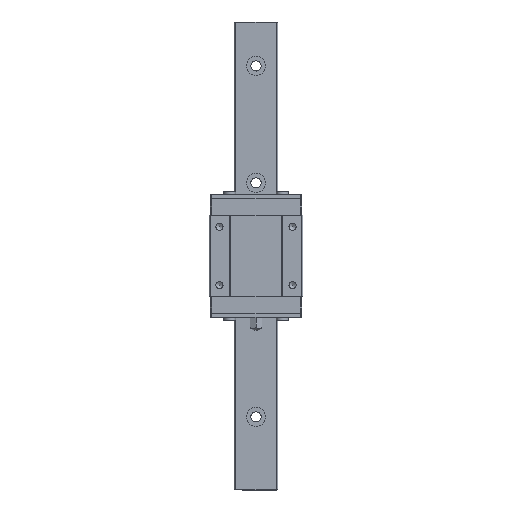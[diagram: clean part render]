
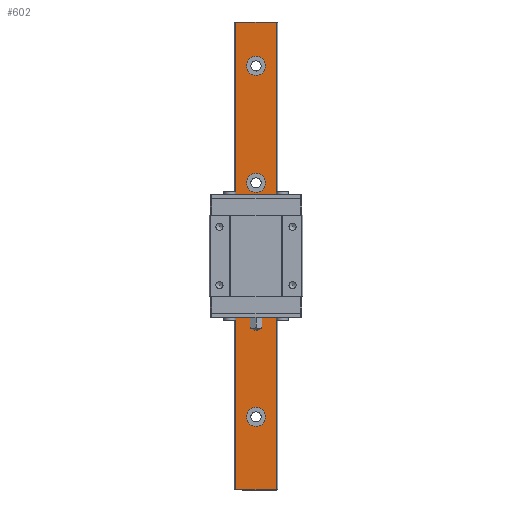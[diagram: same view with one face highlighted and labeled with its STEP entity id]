
A CAD part, top view. The second image highlights one B-rep face of the part: STEP entity #602.
In plain terms, the highlighted planar face has unit normal (0, 0, 1).
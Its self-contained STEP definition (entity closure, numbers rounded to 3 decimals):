
#602 = ADVANCED_FACE( '', ( #1227, #1228, #1229, #1230, #1231 ), #1232, .T. );
#1227 = FACE_BOUND( '', #1862, .T. );
#1228 = FACE_BOUND( '', #1863, .T. );
#1229 = FACE_BOUND( '', #1864, .T. );
#1230 = FACE_BOUND( '', #1865, .T. );
#1231 = FACE_OUTER_BOUND( '', #1866, .T. );
#1232 = PLANE( '', #1867 );
#1862 = EDGE_LOOP( '', ( #3442 ) );
#1863 = EDGE_LOOP( '', ( #3443 ) );
#1864 = EDGE_LOOP( '', ( #3444 ) );
#1865 = EDGE_LOOP( '', ( #3445 ) );
#1866 = EDGE_LOOP( '', ( #3446, #3447, #3448, #3449 ) );
#1867 = AXIS2_PLACEMENT_3D( '', #3450, #3451, #3452 );
#3442 = ORIENTED_EDGE( '', *, *, #4293, .T. );
#3443 = ORIENTED_EDGE( '', *, *, #4192, .T. );
#3444 = ORIENTED_EDGE( '', *, *, #3744, .T. );
#3445 = ORIENTED_EDGE( '', *, *, #4294, .T. );
#3446 = ORIENTED_EDGE( '', *, *, #3879, .F. );
#3447 = ORIENTED_EDGE( '', *, *, #4229, .F. );
#3448 = ORIENTED_EDGE( '', *, *, #3760, .T. );
#3449 = ORIENTED_EDGE( '', *, *, #3751, .T. );
#3450 = CARTESIAN_POINT( '', ( -6.919, -80., 10. ) );
#3451 = DIRECTION( '', ( 0., 0., 1. ) );
#3452 = DIRECTION( '', ( 1., 0., 0. ) );
#3744 = EDGE_CURVE( '', #4480, #4480, #4481, .T. );
#3751 = EDGE_CURVE( '', #4491, #4489, #4492, .T. );
#3760 = EDGE_CURVE( '', #4506, #4491, #4507, .T. );
#3879 = EDGE_CURVE( '', #4715, #4489, #4717, .T. );
#4192 = EDGE_CURVE( '', #5170, #5170, #5171, .T. );
#4229 = EDGE_CURVE( '', #4506, #4715, #5213, .T. );
#4293 = EDGE_CURVE( '', #5278, #5278, #5279, .T. );
#4294 = EDGE_CURVE( '', #5280, #5280, #5281, .T. );
#4480 = VERTEX_POINT( '', #5519 );
#4481 = CIRCLE( '', #5520, 3.25 );
#4489 = VERTEX_POINT( '', #5531 );
#4491 = VERTEX_POINT( '', #5533 );
#4492 = LINE( '', #5534, #5535 );
#4506 = VERTEX_POINT( '', #5552 );
#4507 = LINE( '', #5553, #5554 );
#4715 = VERTEX_POINT( '', #5843 );
#4717 = LINE( '', #5845, #5846 );
#5170 = VERTEX_POINT( '', #6496 );
#5171 = CIRCLE( '', #6497, 3.25 );
#5213 = LINE( '', #6555, #6556 );
#5278 = VERTEX_POINT( '', #6649 );
#5279 = CIRCLE( '', #6650, 3.25 );
#5280 = VERTEX_POINT( '', #6651 );
#5281 = CIRCLE( '', #6652, 3.25 );
#5519 = CARTESIAN_POINT( '', ( 0., 21.75, 10. ) );
#5520 = AXIS2_PLACEMENT_3D( '', #6789, #6790, #6791 );
#5531 = CARTESIAN_POINT( '', ( 6.919, 80., 10. ) );
#5533 = CARTESIAN_POINT( '', ( 6.919, -80., 10. ) );
#5534 = CARTESIAN_POINT( '', ( 6.919, -80., 10. ) );
#5535 = VECTOR( '', #6798, 1000. );
#5552 = CARTESIAN_POINT( '', ( -6.919, -80., 10. ) );
#5553 = CARTESIAN_POINT( '', ( -6.919, -80., 10. ) );
#5554 = VECTOR( '', #6814, 1000. );
#5843 = CARTESIAN_POINT( '', ( -6.919, 80., 10. ) );
#5845 = CARTESIAN_POINT( '', ( -6.919, 80., 10. ) );
#5846 = VECTOR( '', #6965, 1000. );
#6496 = CARTESIAN_POINT( '', ( 0., -18.25, 10. ) );
#6497 = AXIS2_PLACEMENT_3D( '', #7259, #7260, #7261 );
#6555 = CARTESIAN_POINT( '', ( -6.919, -80., 10. ) );
#6556 = VECTOR( '', #7284, 1000. );
#6649 = CARTESIAN_POINT( '', ( 0., -58.25, 10. ) );
#6650 = AXIS2_PLACEMENT_3D( '', #7313, #7314, #7315 );
#6651 = CARTESIAN_POINT( '', ( 0., 61.75, 10. ) );
#6652 = AXIS2_PLACEMENT_3D( '', #7316, #7317, #7318 );
#6789 = CARTESIAN_POINT( '', ( 0., 25., 10. ) );
#6790 = DIRECTION( '', ( 0., 0., -1. ) );
#6791 = DIRECTION( '', ( 0., -1., 0. ) );
#6798 = DIRECTION( '', ( 0., 1., 0. ) );
#6814 = DIRECTION( '', ( 1., 0., 0. ) );
#6965 = DIRECTION( '', ( 1., 0., 0. ) );
#7259 = CARTESIAN_POINT( '', ( 0., -15., 10. ) );
#7260 = DIRECTION( '', ( 0., 0., -1. ) );
#7261 = DIRECTION( '', ( 0., -1., 0. ) );
#7284 = DIRECTION( '', ( 0., 1., 0. ) );
#7313 = CARTESIAN_POINT( '', ( 0., -55., 10. ) );
#7314 = DIRECTION( '', ( 0., 0., -1. ) );
#7315 = DIRECTION( '', ( 0., -1., 0. ) );
#7316 = CARTESIAN_POINT( '', ( 0., 65., 10. ) );
#7317 = DIRECTION( '', ( 0., 0., -1. ) );
#7318 = DIRECTION( '', ( 0., -1., 0. ) );
